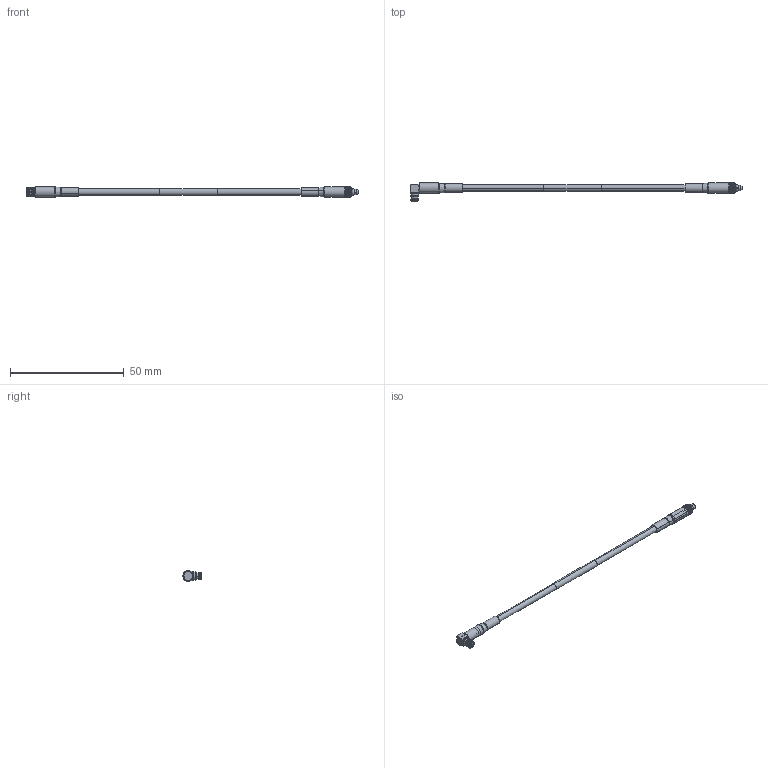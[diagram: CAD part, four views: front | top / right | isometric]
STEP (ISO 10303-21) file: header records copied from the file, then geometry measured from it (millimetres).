
FILE_DESCRIPTION (( 'STEP AP214' ), '1' );
FILE_NAME ('FMCA3170_3D.step', '2023-05-01T21:42:05', ( '' ), ( '' ), 'SwSTEP 2.0', 'SolidWorks 2022', '' );
FILE_SCHEMA (( 'AUTOMOTIVE_DESIGN' ));
Length unit declared in the file: inch
Products named in the file (5): LMR-100A-PVC-FM_5 INCH CABLE WITH LABEL; FMCO1055_Crimped; SC9513_CRIMPED; FMCA3170_3D; CA-100-MA1_.75" LENGTH
Assembly tree (5 placements, depth 2):
  FMCA3170_3D
    LMR-100A-PVC-FM_5 INCH CABLE WITH LABEL
    FMCO1055_Crimped
    SC9513_CRIMPED
    CA-100-MA1_.75" LENGTH  x2
Bounding box: 145.79 x 7.99 x 4.5 mm (x, y, z)
Volume: 1127 mm3; surface area: 2965.5 mm2
Topology: 10 solids, 10 shells, 2749 faces, 5956 edges, 3249 vertices
Faces by surface type: bspline 2020, cylinder 584, plane 83, cone 38, torus 24
Entity records: 98180 total; most frequent: CARTESIAN_POINT 60786, ORIENTED_EDGE 11824, EDGE_CURVE 5912, VERTEX_POINT 3225, EDGE_LOOP 2757, FACE_OUTER_BOUND 2727, ADVANCED_FACE 2727, B_SPLINE_CURVE_WITH_KNOTS 2606
